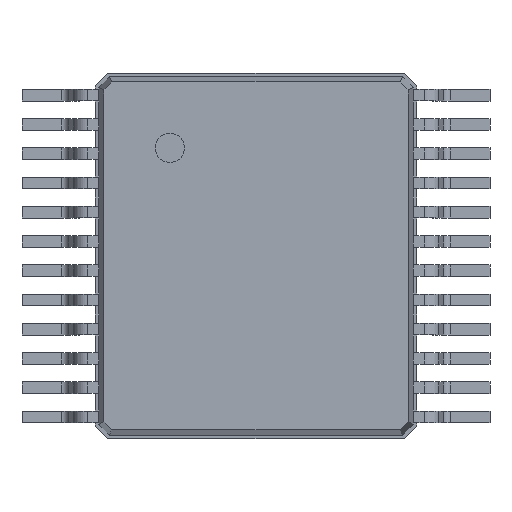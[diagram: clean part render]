
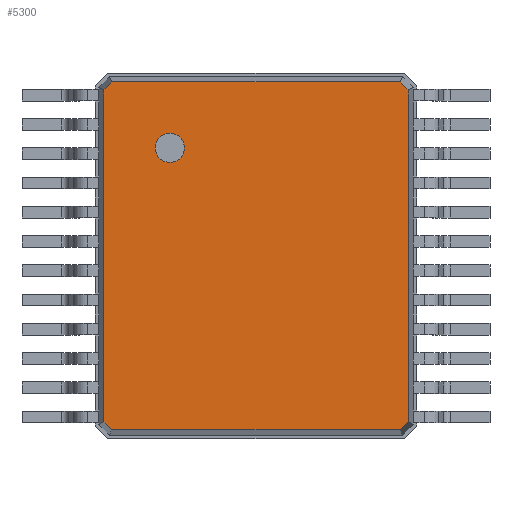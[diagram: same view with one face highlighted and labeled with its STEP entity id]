
A CAD part, top view. The second image highlights one B-rep face of the part: STEP entity #5300.
In plain terms, the highlighted planar face has unit normal (0, 0, 1).
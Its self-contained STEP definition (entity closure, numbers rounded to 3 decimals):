
#13=DIRECTION('',(0.,0.,1.));
#27=VECTOR('',#28,1.);
#28=DIRECTION('',(1.,0.,0.));
#51=VECTOR('',#52,1.);
#52=DIRECTION('',(0.707,-0.707,0.));
#58=VECTOR('',#59,1.);
#59=DIRECTION('',(0.,-1.,0.));
#65=VECTOR('',#66,1.);
#66=DIRECTION('',(-0.707,-0.707,0.));
#72=VECTOR('',#73,1.);
#73=DIRECTION('',(-1.,0.,0.));
#79=VECTOR('',#80,1.);
#80=DIRECTION('',(-0.707,0.707,0.));
#86=VECTOR('',#87,1.);
#87=DIRECTION('',(0.,1.,0.));
#91=VECTOR('',#92,1.);
#92=DIRECTION('',(0.707,0.707,0.));
#1607=VERTEX_POINT('',#1608);
#1608=CARTESIAN_POINT('',(-2.079,2.269,1.2));
#1610=ORIENTED_EDGE('',*,*,#1611,.F.);
#1611=EDGE_CURVE('',#1612,#1607,#1614,.T.);
#1612=VERTEX_POINT('',#1613);
#1613=CARTESIAN_POINT('',(-2.079,-2.269,1.2));
#1614=LINE('',#1613,#86);
#1625=VERTEX_POINT('',#1626);
#1626=CARTESIAN_POINT('',(-1.969,2.379,1.2));
#1628=ORIENTED_EDGE('',*,*,#1629,.F.);
#1629=EDGE_CURVE('',#1607,#1625,#1630,.T.);
#1630=LINE('',#1608,#91);
#1639=VERTEX_POINT('',#1640);
#1640=CARTESIAN_POINT('',(1.969,2.379,1.2));
#1642=ORIENTED_EDGE('',*,*,#1643,.F.);
#1643=EDGE_CURVE('',#1625,#1639,#1644,.T.);
#1644=LINE('',#1626,#27);
#1653=VERTEX_POINT('',#1654);
#1654=CARTESIAN_POINT('',(2.079,2.269,1.2));
#1656=ORIENTED_EDGE('',*,*,#1657,.F.);
#1657=EDGE_CURVE('',#1639,#1653,#1658,.T.);
#1658=LINE('',#1640,#51);
#1763=VERTEX_POINT('',#1764);
#1764=CARTESIAN_POINT('',(2.079,-2.269,1.2));
#1766=ORIENTED_EDGE('',*,*,#1767,.F.);
#1767=EDGE_CURVE('',#1653,#1763,#1768,.T.);
#1768=LINE('',#1654,#58);
#5300=ADVANCED_FACE('',(#5301,#5316),#5326,.T.);
#5301=FACE_BOUND('',#5302,.T.);
#5302=EDGE_LOOP('',(#1642,#1628,#1610,#5303,#5308,#5313,#1766,#1656));
#5303=ORIENTED_EDGE('',*,*,#5304,.F.);
#5304=EDGE_CURVE('',#5305,#1612,#5307,.T.);
#5305=VERTEX_POINT('',#5306);
#5306=CARTESIAN_POINT('',(-1.969,-2.379,1.2));
#5307=LINE('',#5306,#79);
#5308=ORIENTED_EDGE('',*,*,#5309,.F.);
#5309=EDGE_CURVE('',#5310,#5305,#5312,.T.);
#5310=VERTEX_POINT('',#5311);
#5311=CARTESIAN_POINT('',(1.969,-2.379,1.2));
#5312=LINE('',#5311,#72);
#5313=ORIENTED_EDGE('',*,*,#5314,.F.);
#5314=EDGE_CURVE('',#1763,#5310,#5315,.T.);
#5315=LINE('',#1764,#65);
#5316=FACE_BOUND('',#5317,.T.);
#5317=EDGE_LOOP('',(#5318));
#5318=ORIENTED_EDGE('',*,*,#5319,.T.);
#5319=EDGE_CURVE('',#5320,#5320,#5322,.T.);
#5320=VERTEX_POINT('',#5321);
#5321=CARTESIAN_POINT('',(-1.179,1.279,1.2));
#5322=CIRCLE('',#5323,0.2);
#5323=AXIS2_PLACEMENT_3D('',#5324,#5325,#59);
#5324=CARTESIAN_POINT('',(-1.179,1.479,1.2));
#5325=DIRECTION('',(0.,-0.,-1.));
#5326=PLANE('',#5327);
#5327=AXIS2_PLACEMENT_3D('',#1626,#13,#5328);
#5328=DIRECTION('',(0.638,-0.77,0.));
